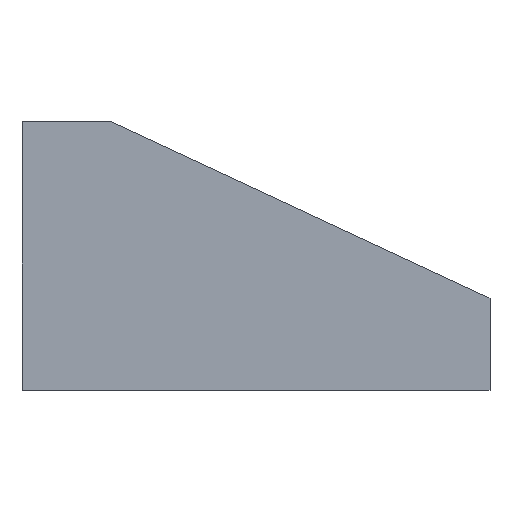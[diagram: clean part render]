
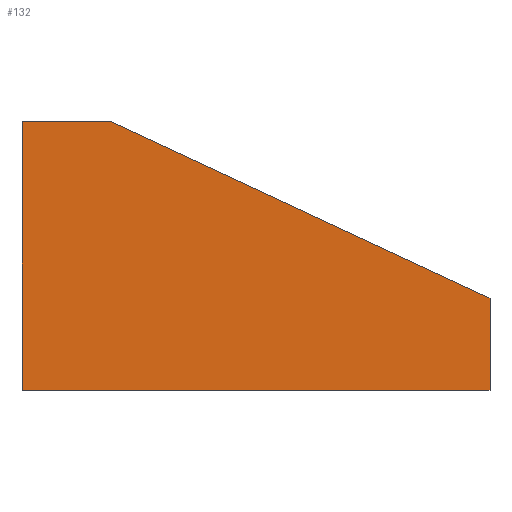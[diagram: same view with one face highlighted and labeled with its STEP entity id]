
A CAD part, top view. The second image highlights one B-rep face of the part: STEP entity #132.
In plain terms, the highlighted planar face has unit normal (0, 0, 1).
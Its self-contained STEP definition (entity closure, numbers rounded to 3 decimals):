
#5 = VERTEX_POINT ( 'NONE', #169 ) ;
#9 = LINE ( 'NONE', #118, #177 ) ;
#10 = ORIENTED_EDGE ( 'NONE', *, *, #140, .T. ) ;
#22 = ORIENTED_EDGE ( 'NONE', *, *, #27, .T. ) ;
#27 = EDGE_CURVE ( 'NONE', #61, #116, #9, .T. ) ;
#31 = DIRECTION ( 'NONE',  ( -0.906, 0.423, 0. ) ) ;
#32 = CARTESIAN_POINT ( 'NONE',  ( -14.911, 25.437, 0. ) ) ;
#35 = DIRECTION ( 'NONE',  ( 1., 0., 0. ) ) ;
#36 = ORIENTED_EDGE ( 'NONE', *, *, #155, .T. ) ;
#37 = CARTESIAN_POINT ( 'NONE',  ( -29.911, -19.563, 0. ) ) ;
#43 = PLANE ( 'NONE',  #60 ) ;
#45 = DIRECTION ( 'NONE',  ( 0., 1., 0. ) ) ;
#58 = ORIENTED_EDGE ( 'NONE', *, *, #224, .T. ) ;
#60 = AXIS2_PLACEMENT_3D ( 'NONE', #84, #104, #163 ) ;
#61 = VERTEX_POINT ( 'NONE', #32 ) ;
#70 = FACE_OUTER_BOUND ( 'NONE', #173, .T. ) ;
#77 = ORIENTED_EDGE ( 'NONE', *, *, #168, .T. ) ;
#79 = DIRECTION ( 'NONE',  ( 0., -1., 0. ) ) ;
#84 = CARTESIAN_POINT ( 'NONE',  ( 0., 0., 0. ) ) ;
#86 = VECTOR ( 'NONE', #45, 1000. ) ;
#95 = LINE ( 'NONE', #37, #105 ) ;
#102 = CARTESIAN_POINT ( 'NONE',  ( 48.53, -4.146, 0. ) ) ;
#104 = DIRECTION ( 'NONE',  ( 0., 0., 1. ) ) ;
#105 = VECTOR ( 'NONE', #35, 1000. ) ;
#106 = CARTESIAN_POINT ( 'NONE',  ( 48.53, -19.563, 0. ) ) ;
#116 = VERTEX_POINT ( 'NONE', #200 ) ;
#117 = VERTEX_POINT ( 'NONE', #102 ) ;
#118 = CARTESIAN_POINT ( 'NONE',  ( -14.911, 25.437, 0. ) ) ;
#121 = LINE ( 'NONE', #195, #148 ) ;
#132 = ADVANCED_FACE ( 'NONE', ( #70 ), #43, .T. ) ;
#136 = LINE ( 'NONE', #186, #166 ) ;
#140 = EDGE_CURVE ( 'NONE', #156, #117, #234, .T. ) ;
#148 = VECTOR ( 'NONE', #31, 1000. ) ;
#155 = EDGE_CURVE ( 'NONE', #117, #61, #121, .T. ) ;
#156 = VERTEX_POINT ( 'NONE', #106 ) ;
#163 = DIRECTION ( 'NONE',  ( 1., 0., 0. ) ) ;
#166 = VECTOR ( 'NONE', #79, 1000. ) ;
#168 = EDGE_CURVE ( 'NONE', #116, #5, #136, .T. ) ;
#169 = CARTESIAN_POINT ( 'NONE',  ( -29.911, -19.563, 0. ) ) ;
#173 = EDGE_LOOP ( 'NONE', ( #22, #77, #58, #10, #36 ) ) ;
#177 = VECTOR ( 'NONE', #207, 1000. ) ;
#186 = CARTESIAN_POINT ( 'NONE',  ( -29.911, 25.437, 0. ) ) ;
#195 = CARTESIAN_POINT ( 'NONE',  ( 48.53, -4.146, 0. ) ) ;
#200 = CARTESIAN_POINT ( 'NONE',  ( -29.911, 25.437, 0. ) ) ;
#207 = DIRECTION ( 'NONE',  ( -1., 0., 0. ) ) ;
#215 = CARTESIAN_POINT ( 'NONE',  ( 48.53, -19.563, 0. ) ) ;
#224 = EDGE_CURVE ( 'NONE', #5, #156, #95, .T. ) ;
#234 = LINE ( 'NONE', #215, #86 ) ;
